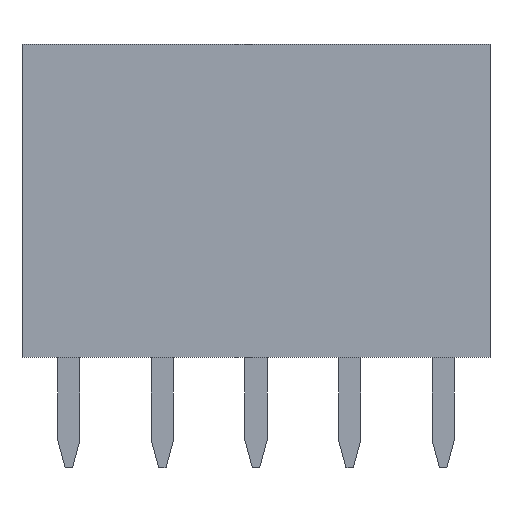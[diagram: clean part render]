
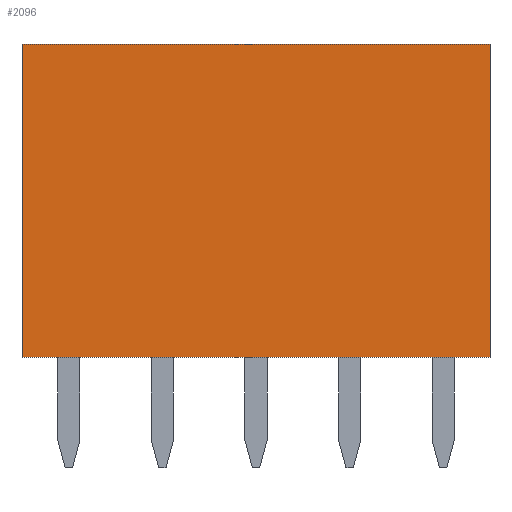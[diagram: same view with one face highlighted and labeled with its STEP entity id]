
A CAD part, front view. The second image highlights one B-rep face of the part: STEP entity #2096.
In plain terms, the highlighted planar face has unit normal (0, -1, 0).
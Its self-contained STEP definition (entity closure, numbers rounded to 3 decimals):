
#2096=ADVANCED_FACE('',(#4182),#4184,.T.);
#4182=FACE_BOUND('',#4183,.T.);
#4183=EDGE_LOOP('',(#5817,#5818,#5819,#5820));
#4184=PLANE('',#4185);
#4185=AXIS2_PLACEMENT_3D('',#4186,#4187,#4188);
#4186=CARTESIAN_POINT('',(-1.27,-1.27,0.));
#4187=DIRECTION('',(0.,-1.,0.));
#4188=DIRECTION('',(1.,0.,0.));
#5817=ORIENTED_EDGE('',*,*,#6735,.T.);
#5818=ORIENTED_EDGE('',*,*,#6658,.T.);
#5819=ORIENTED_EDGE('',*,*,#6723,.F.);
#5820=ORIENTED_EDGE('',*,*,#6647,.F.);
#6647=EDGE_CURVE('',#7791,#7793,#7794,.T.);
#6658=EDGE_CURVE('',#7813,#7811,#7814,.T.);
#6723=EDGE_CURVE('',#7793,#7811,#7903,.T.);
#6735=EDGE_CURVE('',#7791,#7813,#7919,.T.);
#7791=VERTEX_POINT('',#10233);
#7793=VERTEX_POINT('',#10237);
#7794=LINE('',#10238,#10239);
#7811=VERTEX_POINT('',#10275);
#7813=VERTEX_POINT('',#10279);
#7814=LINE('',#10280,#10281);
#7903=LINE('',#10503,#10504);
#7919=LINE('',#10543,#10544);
#10233=CARTESIAN_POINT('',(-1.27,-1.27,0.));
#10237=CARTESIAN_POINT('',(-1.27,-1.27,8.5));
#10238=CARTESIAN_POINT('',(-1.27,-1.27,0.));
#10239=VECTOR('',#10240,1.);
#10240=DIRECTION('',(0.,0.,1.));
#10275=CARTESIAN_POINT('',(11.43,-1.27,8.5));
#10279=CARTESIAN_POINT('',(11.43,-1.27,0.));
#10280=CARTESIAN_POINT('',(11.43,-1.27,0.));
#10281=VECTOR('',#10282,1.);
#10282=DIRECTION('',(0.,0.,1.));
#10503=CARTESIAN_POINT('',(-1.27,-1.27,8.5));
#10504=VECTOR('',#10505,1.);
#10505=DIRECTION('',(1.,0.,0.));
#10543=CARTESIAN_POINT('',(-1.27,-1.27,0.));
#10544=VECTOR('',#10545,1.);
#10545=DIRECTION('',(1.,0.,0.));
